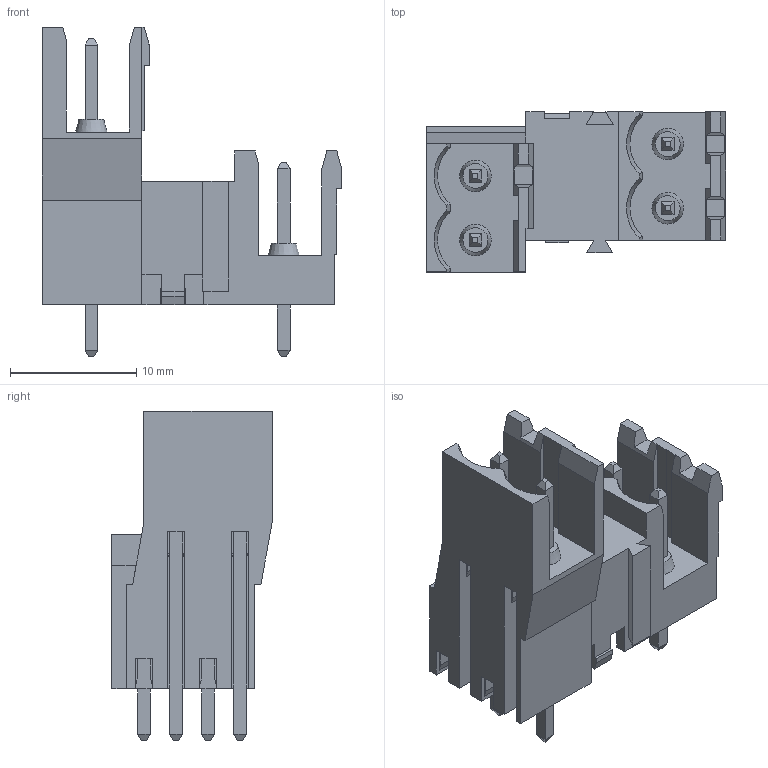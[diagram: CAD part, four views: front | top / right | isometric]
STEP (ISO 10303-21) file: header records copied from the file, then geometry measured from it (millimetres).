
FILE_DESCRIPTION(('STEP AP214'),'1');
FILE_NAME('PDSV02-5,08-V.stp','2017-12-12T16:25:18',(' '),(' '),'Spatial InterOp 3D',' ',' ');
FILE_SCHEMA(('automotive_design'));
Length unit declared in the file: metre
Products named in the file (1): 1
Bounding box: 23.74 x 12.7 x 26.1 mm (x, y, z)
Volume: 2283.9 mm3; surface area: 2597 mm2
Topology: 1 solids, 1 shells, 245 faces, 653 edges, 422 vertices
Faces by surface type: plane 233, cone 8, cylinder 4
Entity records: 9355 total; most frequent: CARTESIAN_POINT 1334, ORIENTED_EDGE 1290, DIRECTION 1148, EDGE_CURVE 645, LINE 616, VECTOR 616, VERTEX_POINT 418, AXIS2_PLACEMENT_3D 266
